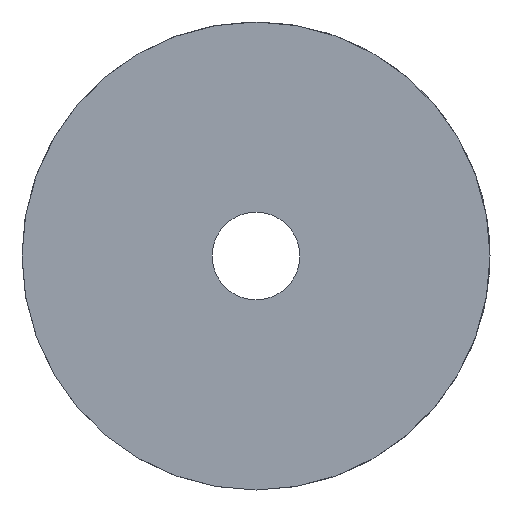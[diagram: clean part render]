
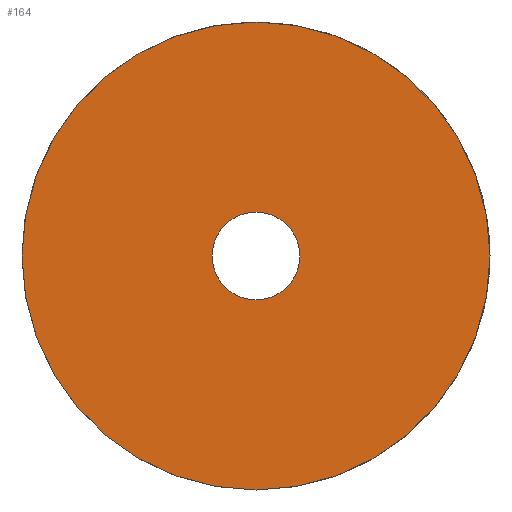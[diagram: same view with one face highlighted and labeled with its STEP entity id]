
A CAD part, left-side view. The second image highlights one B-rep face of the part: STEP entity #164.
In plain terms, the highlighted planar face has unit normal (-1, 0, 0).
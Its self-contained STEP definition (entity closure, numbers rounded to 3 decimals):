
#164 = ADVANCED_FACE( '', ( #377, #378 ), #379, .F. );
#377 = FACE_OUTER_BOUND( '', #640, .T. );
#378 = FACE_BOUND( '', #641, .T. );
#379 = PLANE( '', #642 );
#640 = EDGE_LOOP( '', ( #1038 ) );
#641 = EDGE_LOOP( '', ( #1039 ) );
#642 = AXIS2_PLACEMENT_3D( '', #1040, #1041, #1042 );
#1038 = ORIENTED_EDGE( '', *, *, #1460, .F. );
#1039 = ORIENTED_EDGE( '', *, *, #1565, .T. );
#1040 = CARTESIAN_POINT( '', ( 0., 0., 0. ) );
#1041 = DIRECTION( '', ( 1., 0., 0. ) );
#1042 = DIRECTION( '', ( 0., 0., -1. ) );
#1460 = EDGE_CURVE( '', #1709, #1709, #1710, .T. );
#1565 = EDGE_CURVE( '', #1869, #1869, #1870, .T. );
#1709 = VERTEX_POINT( '', #2031 );
#1710 = CIRCLE( '', #2032, 16. );
#1869 = VERTEX_POINT( '', #2203 );
#1870 = CIRCLE( '', #2204, 3. );
#2031 = CARTESIAN_POINT( '', ( 0., 0., -16. ) );
#2032 = AXIS2_PLACEMENT_3D( '', #2376, #2377, #2378 );
#2203 = CARTESIAN_POINT( '', ( 0., 0., -3. ) );
#2204 = AXIS2_PLACEMENT_3D( '', #2592, #2593, #2594 );
#2376 = CARTESIAN_POINT( '', ( 0., 0., 0. ) );
#2377 = DIRECTION( '', ( 1., 0., 0. ) );
#2378 = DIRECTION( '', ( 0., 0., -1. ) );
#2592 = CARTESIAN_POINT( '', ( 0., 0., 0. ) );
#2593 = DIRECTION( '', ( 1., 0., 0. ) );
#2594 = DIRECTION( '', ( 0., 0., -1. ) );
